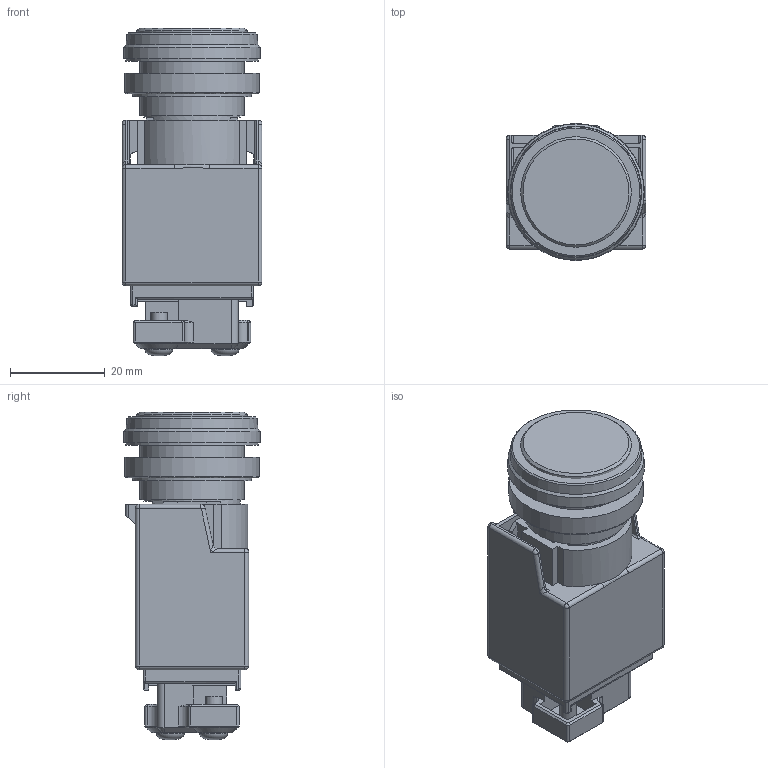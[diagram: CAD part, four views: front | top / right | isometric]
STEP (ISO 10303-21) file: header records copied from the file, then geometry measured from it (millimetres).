
FILE_DESCRIPTION (( 'STEP AP214' ), '1' );
FILE_NAME ('HW1P-1[H][M]#$_rev0.0.STEP', '2021-09-16T07:21:22', ( '' ), ( '' ), 'SwSTEP 2.0', 'SolidWorks 2019', '' );
FILE_SCHEMA (( 'AUTOMOTIVE_DESIGN' ));
Length unit declared in the file: millimetre
Products named in the file (3): HW1P-1[H][M]#$_rev0.0; HW-LOCK-NUT; HW1P-1[H][M]#$_BODY_rev0.0
Assembly tree (2 placements, depth 2):
  HW1P-1[H][M]#$_rev0.0
    HW1P-1[H][M]#$_BODY_rev0.0
    HW-LOCK-NUT
Bounding box: 29.6 x 29 x 69.32 mm (x, y, z)
Volume: 38507 mm3; surface area: 12467.6 mm2
Topology: 3 solids, 3 shells, 341 faces, 884 edges, 549 vertices
Faces by surface type: plane 188, cylinder 103, cone 20, bspline 12, sphere 12, torus 6
Full cylindrical faces by diameter (mm): 3.5 x4, 6.2 x2, 6.5 x2, 20.4 x1, 22 x2, 25.2 x1, 28 x1, 28.4 x1
Entity records: 10594 total; most frequent: CARTESIAN_POINT 2537, ORIENTED_EDGE 1682, DIRECTION 1585, EDGE_CURVE 841, LINE 543, VECTOR 543, VERTEX_POINT 543, AXIS2_PLACEMENT_3D 521
